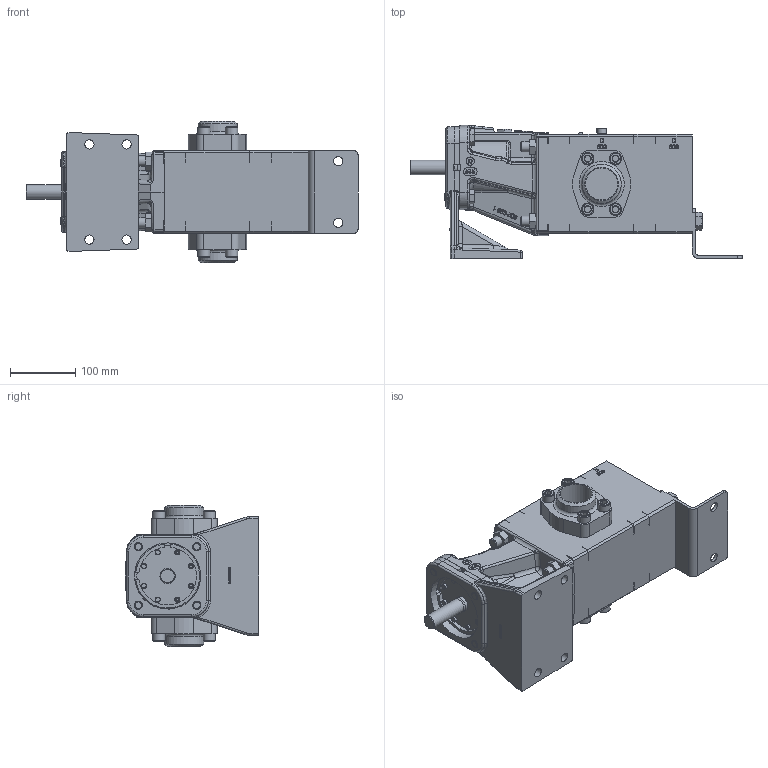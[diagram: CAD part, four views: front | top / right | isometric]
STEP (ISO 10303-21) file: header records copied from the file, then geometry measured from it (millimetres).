
FILE_DESCRIPTION (( 'STEP AP214' ), '1' );
FILE_NAME ('GPV-1026-035-U.STEP', '2016-09-27T18:51:03', ( '' ), ( '' ), 'SwSTEP 2.0', 'SolidWorks 2015', '' );
FILE_SCHEMA (( 'AUTOMOTIVE_DESIGN' ));
Length unit declared in the file: inch
Products named in the file (1): GPV-1026-035-U
Bounding box: 510.04 x 204.38 x 216.92 mm (x, y, z)
Volume: 7100692 mm3; surface area: 509262.3 mm2
Topology: 18 solids, 18 shells, 2413 faces, 5939 edges, 3791 vertices
Faces by surface type: plane 1443, bspline 424, cylinder 307, cone 196, sphere 30, torus 13
Full cylindrical faces by diameter (mm): 7.925 x8, 10.716 x12, 12.7 x14, 13.487 x8, 14.275 x6, 14.287 x4, 14.288 x1, 15.681 x4, 19.05 x8, 22.212 x1, 23.647 x1, 25.4 x1, 29.972 x1, 38.1 x1, 49.301 x2, 50.8 x2, 55.372 x2, 57.15 x2, 60.325 x2, 63.246 x2, 63.546 x2, 101.689 x1
Entity records: 172049 total; most frequent: CARTESIAN_POINT 87952, ORIENTED_EDGE 11254, DIRECTION 9281, EDGE_CURVE 5627, VERTEX_POINT 3724, VECTOR 3719, LINE 3719, EDGE_LOOP 2941
